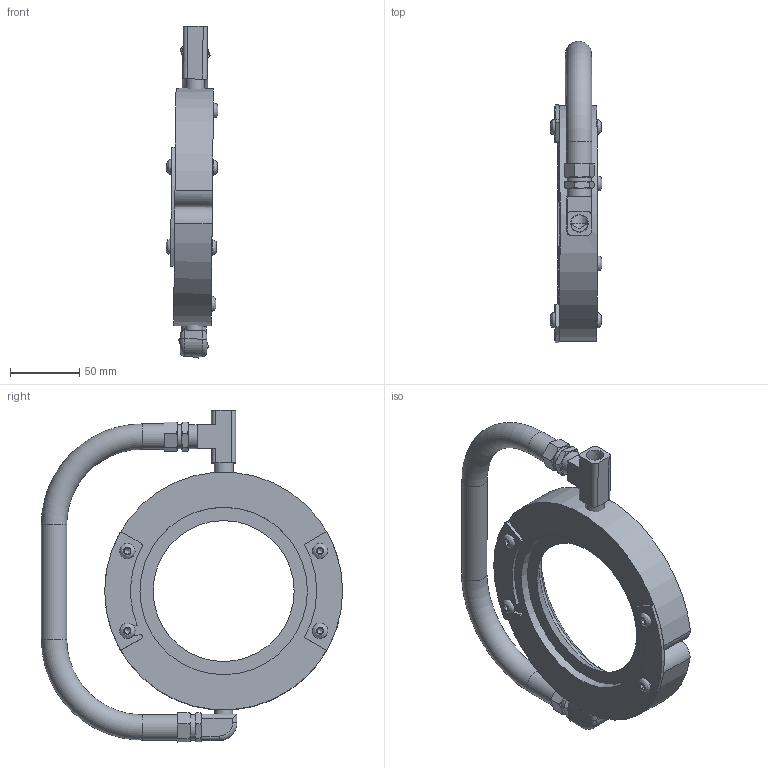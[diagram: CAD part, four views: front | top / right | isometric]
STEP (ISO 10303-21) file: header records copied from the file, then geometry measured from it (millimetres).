
FILE_DESCRIPTION((''),'2;1');
FILE_NAME('2404SS-3D.stp','2010-06-03T16:11:16',('michael witt'),(''),'Autodesk Inventor 2010','Autodesk Inventor 2010','');
FILE_SCHEMA(('AUTOMOTIVE_DESIGN { 1 0 10303 214 1 1 1 1 }'));
Length unit declared in the file: inch
Products named in the file (21): Assembly25; Part1044; Part1046; Part1048; Part1050; Part1052; Part1054; Part1056; Part1058; Part1060; Part1062; Part1064; Part1066; Part1068; Part1070; Part1072; Part1074; Part1076; Part1078; Part1080; Part1082
Assembly tree (20 placements, depth 2):
  Assembly25
    Part1044
    Part1046
    Part1048
    Part1050
    Part1052
    Part1054
    Part1056
    Part1058
    Part1060
    Part1062
    Part1064
    Part1066
    Part1068
    Part1070
    Part1072
    Part1074
    Part1076
    Part1078
    Part1080
    Part1082
Bounding box: 37.43 x 217.09 x 239.22 mm (x, y, z)
Volume: 458536.2 mm3; surface area: 100304.1 mm2
Topology: 20 solids, 20 shells, 303 faces, 678 edges, 436 vertices
Faces by surface type: plane 176, cylinder 72, cone 26, bspline 25, torus 4
Full cylindrical faces by diameter (mm): 5.08 x2, 6.35 x12, 7.112 x3, 11.1 x12, 12.7 x2, 13.716 x1, 17.398 x4, 18.288 x3, 120.65 x1, 123.012 x1
Entity records: 9667 total; most frequent: CARTESIAN_POINT 3040, DIRECTION 1269, ORIENTED_EDGE 1114, EDGE_CURVE 557, AXIS2_PLACEMENT_3D 503, EDGE_LOOP 431, VERTEX_POINT 408, FACE_OUTER_BOUND 303
